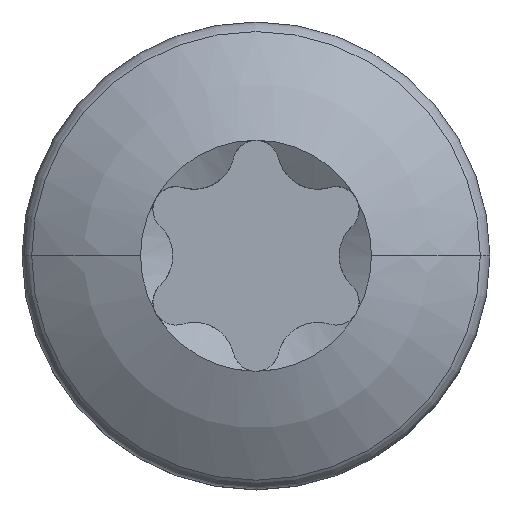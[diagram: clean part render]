
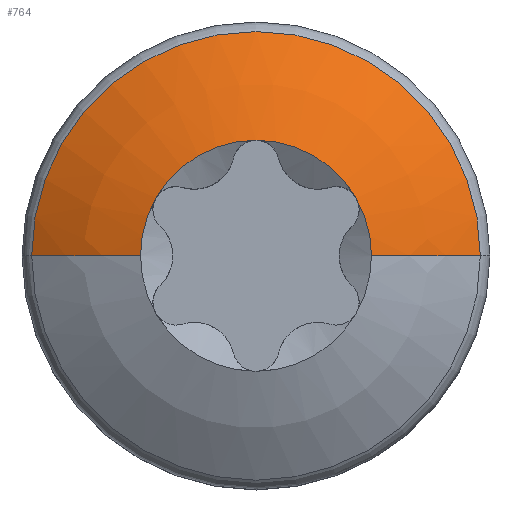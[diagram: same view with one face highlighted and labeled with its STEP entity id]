
A CAD part, top view. The second image highlights one B-rep face of the part: STEP entity #764.
In plain terms, the highlighted spherical face has radius 6.5 mm.
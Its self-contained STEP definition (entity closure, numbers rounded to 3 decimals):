
#70=CARTESIAN_POINT('',(1.975,0.,3.1));
#71=VERTEX_POINT('',#70);
#72=CARTESIAN_POINT('',(3.836,0.,2.155));
#73=VERTEX_POINT('',#72);
#74=CARTESIAN_POINT('',(0.,0.,-3.093));
#75=DIRECTION('',(0.0,1.0,0.0));
#76=DIRECTION('',(1.0,0.0,0.0));
#77=AXIS2_PLACEMENT_3D('',#74,#75,#76);
#78=CIRCLE('',#77,6.5);
#79=EDGE_CURVE('',#71,#73,#78,.T.);
#108=CARTESIAN_POINT('',(-1.975,0.,3.1));
#109=VERTEX_POINT('',#108);
#117=CARTESIAN_POINT('',(-3.836,0.,2.155));
#118=VERTEX_POINT('',#117);
#119=CARTESIAN_POINT('',(0.,0.,-3.093));
#120=DIRECTION('',(0.0,-1.0,0.0));
#121=DIRECTION('',(-1.0,0.0,0.0));
#122=AXIS2_PLACEMENT_3D('',#119,#120,#121);
#123=CIRCLE('',#122,6.5);
#124=EDGE_CURVE('',#109,#118,#123,.T.);
#159=CARTESIAN_POINT('',(0.,0.,2.155));
#160=DIRECTION('',(0.0,0.0,1.0));
#161=DIRECTION('',(0.0,-1.0,0.0));
#162=AXIS2_PLACEMENT_3D('',#159,#160,#161);
#163=CIRCLE('',#162,3.836);
#164=EDGE_CURVE('',#73,#118,#163,.T.);
#720=CARTESIAN_POINT('',(0.,0.,-3.093));
#721=DIRECTION('',(0.0,0.0,1.0));
#722=DIRECTION('',(1.0,0.0,0.0));
#723=AXIS2_PLACEMENT_3D('',#720,#721,#722);
#724=SPHERICAL_SURFACE('',#723,6.5);
#725=ORIENTED_EDGE('',*,*,#79,.T.);
#726=ORIENTED_EDGE('',*,*,#164,.T.);
#727=ORIENTED_EDGE('',*,*,#124,.F.);
#728=CARTESIAN_POINT('',(-1.71,0.987,3.1));
#729=VERTEX_POINT('',#728);
#730=CARTESIAN_POINT('',(0.,0.,3.1));
#731=DIRECTION('',(0.0,0.0,-1.0));
#732=DIRECTION('',(0.0,-1.0,0.0));
#733=AXIS2_PLACEMENT_3D('',#730,#731,#732);
#734=CIRCLE('',#733,1.975);
#735=EDGE_CURVE('',#109,#729,#734,.T.);
#736=ORIENTED_EDGE('',*,*,#735,.T.);
#737=CARTESIAN_POINT('',(0.,1.975,3.1));
#738=VERTEX_POINT('',#737);
#739=CARTESIAN_POINT('',(0.,0.,3.1));
#740=DIRECTION('',(0.0,0.0,-1.0));
#741=DIRECTION('',(0.0,-1.0,0.0));
#742=AXIS2_PLACEMENT_3D('',#739,#740,#741);
#743=CIRCLE('',#742,1.975);
#744=EDGE_CURVE('',#729,#738,#743,.T.);
#745=ORIENTED_EDGE('',*,*,#744,.T.);
#746=CARTESIAN_POINT('',(1.71,0.988,3.1));
#747=VERTEX_POINT('',#746);
#748=CARTESIAN_POINT('',(0.,0.,3.1));
#749=DIRECTION('',(0.0,0.0,-1.0));
#750=DIRECTION('',(0.0,-1.0,0.0));
#751=AXIS2_PLACEMENT_3D('',#748,#749,#750);
#752=CIRCLE('',#751,1.975);
#753=EDGE_CURVE('',#738,#747,#752,.T.);
#754=ORIENTED_EDGE('',*,*,#753,.T.);
#755=CARTESIAN_POINT('',(0.,0.,3.1));
#756=DIRECTION('',(0.0,0.0,-1.0));
#757=DIRECTION('',(0.0,-1.0,0.0));
#758=AXIS2_PLACEMENT_3D('',#755,#756,#757);
#759=CIRCLE('',#758,1.975);
#760=EDGE_CURVE('',#747,#71,#759,.T.);
#761=ORIENTED_EDGE('',*,*,#760,.T.);
#762=EDGE_LOOP('',(#725,#726,#727,#736,#745,#754,#761));
#763=FACE_OUTER_BOUND('',#762,.T.);
#764=ADVANCED_FACE('',(#763),#724,.T.);
